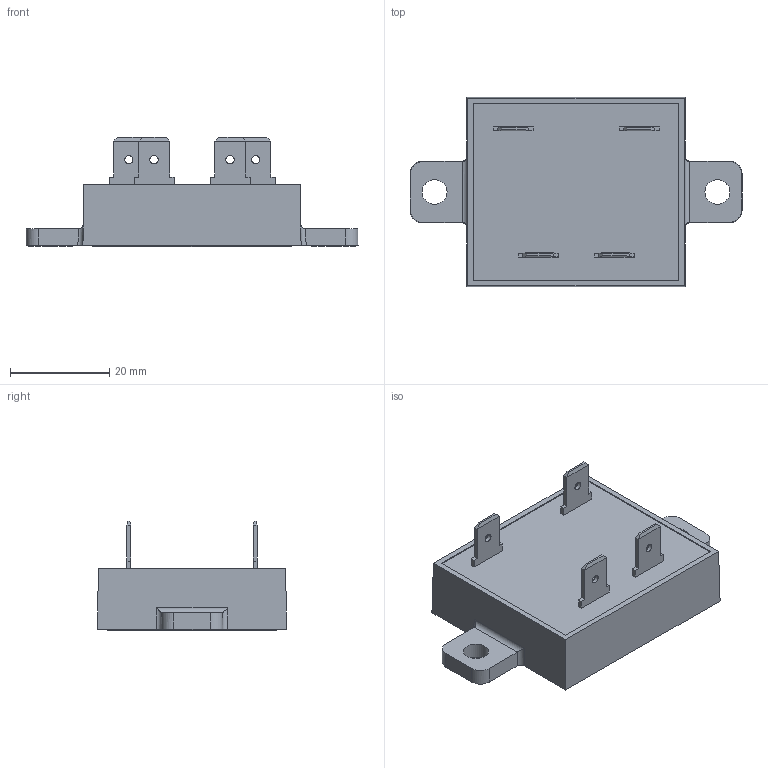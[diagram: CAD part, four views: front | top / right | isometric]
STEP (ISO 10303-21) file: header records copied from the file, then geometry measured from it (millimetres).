
FILE_DESCRIPTION(/* description */ (''),/* implementation_level */ '2;1');
FILE_NAME(/* name */ '20 25 506 A.stp',/* time_stamp */ '2021-01-29T08:09:59+01:00',/* author */ ('ysicot'),/* organization */ (''),/* preprocessor_version */ 'ST-DEVELOPER v17',/* originating_system */ 'Autodesk Inventor 2018',/* authorisation */ '');
FILE_SCHEMA (('CONFIG_CONTROL_DESIGN'));
Length unit declared in the file: millimetre
Products named in the file (1): SP852120
Bounding box: 66.79 x 38.09 x 22 mm (x, y, z)
Volume: 21306.4 mm3; surface area: 6623.3 mm2
Topology: 1 solids, 1 shells, 98 faces, 254 edges, 166 vertices
Faces by surface type: plane 78, cylinder 16, cone 4
Full cylindrical faces by diameter (mm): 1.65 x4, 5 x2
Entity records: 3152 total; most frequent: CARTESIAN_POINT 519, ORIENTED_EDGE 508, DIRECTION 490, EDGE_CURVE 254, LINE 216, VECTOR 216, VERTEX_POINT 166, AXIS2_PLACEMENT_3D 137
